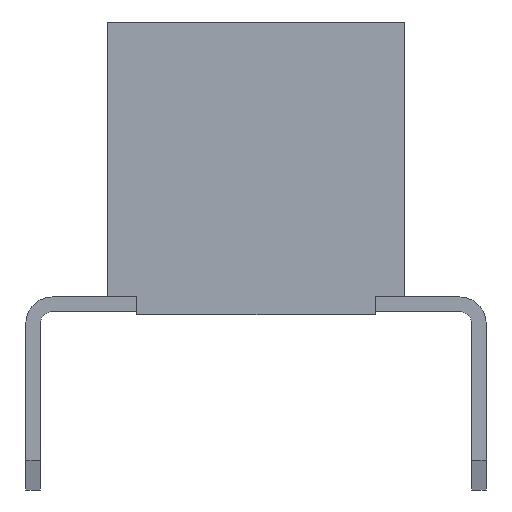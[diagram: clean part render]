
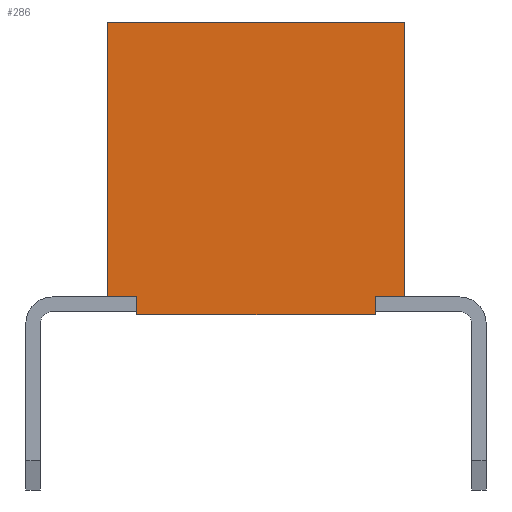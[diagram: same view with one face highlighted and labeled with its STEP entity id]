
A CAD part, left-side view. The second image highlights one B-rep face of the part: STEP entity #286.
In plain terms, the highlighted planar face has unit normal (-1, 0, 0).
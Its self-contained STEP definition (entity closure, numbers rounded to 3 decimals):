
#286=ADVANCED_FACE('',(#1304),#828,.T.);
#828=PLANE('',#10645);
#1304=FACE_OUTER_BOUND('',#1884,.T.);
#1884=EDGE_LOOP('',(#2868,#2869,#2870,#2871,#2872,#2873,#2874,#2875));
#2868=ORIENTED_EDGE('',*,*,#6803,.T.);
#2869=ORIENTED_EDGE('',*,*,#6801,.T.);
#2870=ORIENTED_EDGE('',*,*,#6817,.F.);
#2871=ORIENTED_EDGE('',*,*,#6597,.T.);
#2872=ORIENTED_EDGE('',*,*,#6818,.T.);
#2873=ORIENTED_EDGE('',*,*,#6819,.T.);
#2874=ORIENTED_EDGE('',*,*,#6820,.F.);
#2875=ORIENTED_EDGE('',*,*,#6593,.T.);
#5641=VERTEX_POINT('',#14479);
#5642=VERTEX_POINT('',#14481);
#5645=VERTEX_POINT('',#14487);
#5646=VERTEX_POINT('',#14489);
#5847=VERTEX_POINT('',#14892);
#5849=VERTEX_POINT('',#14896);
#5850=VERTEX_POINT('',#14917);
#5851=VERTEX_POINT('',#14919);
#6593=EDGE_CURVE('',#5642,#5641,#8099,.T.);
#6597=EDGE_CURVE('',#5646,#5645,#8103,.T.);
#6801=EDGE_CURVE('',#5847,#5849,#8307,.T.);
#6803=EDGE_CURVE('',#5641,#5847,#8309,.T.);
#6817=EDGE_CURVE('',#5646,#5849,#8323,.T.);
#6818=EDGE_CURVE('',#5645,#5850,#8324,.T.);
#6819=EDGE_CURVE('',#5850,#5851,#8325,.T.);
#6820=EDGE_CURVE('',#5642,#5851,#8326,.T.);
#8099=LINE('',#14480,#9473);
#8103=LINE('',#14488,#9477);
#8307=LINE('',#14897,#9681);
#8309=LINE('',#14900,#9683);
#8323=LINE('',#14915,#9697);
#8324=LINE('',#14916,#9698);
#8325=LINE('',#14918,#9699);
#8326=LINE('',#14920,#9700);
#9473=VECTOR('',#11550,1.);
#9477=VECTOR('',#11554,1.);
#9681=VECTOR('',#11760,1.);
#9683=VECTOR('',#11764,1.);
#9697=VECTOR('',#11780,1.);
#9698=VECTOR('',#11781,1.);
#9699=VECTOR('',#11782,1.);
#9700=VECTOR('',#11783,1.);
#10645=AXIS2_PLACEMENT_3D('',#14921,#11784,#11785);
#11550=DIRECTION('',(0.,-1.,0.));
#11554=DIRECTION('',(0.,-1.,0.));
#11760=DIRECTION('',(0.,1.,0.));
#11764=DIRECTION('',(0.,0.,1.));
#11780=DIRECTION('',(0.,0.,1.));
#11781=DIRECTION('',(0.,0.,-1.));
#11782=DIRECTION('',(0.,-1.,0.));
#11783=DIRECTION('',(0.,0.,-1.));
#11784=DIRECTION('',(-1.,0.,0.));
#11785=DIRECTION('',(0.,0.,1.));
#14479=CARTESIAN_POINT('',(0.,0.,0.));
#14480=CARTESIAN_POINT('',(0.,2.54,0.));
#14481=CARTESIAN_POINT('',(0.,0.5,0.));
#14487=CARTESIAN_POINT('',(0.,4.58,0.));
#14488=CARTESIAN_POINT('',(0.,2.54,0.));
#14489=CARTESIAN_POINT('',(0.,5.08,0.));
#14892=CARTESIAN_POINT('',(0.,0.,4.7));
#14896=CARTESIAN_POINT('',(0.,5.08,4.7));
#14897=CARTESIAN_POINT('',(0.,2.54,4.7));
#14900=CARTESIAN_POINT('',(0.,0.,0.));
#14915=CARTESIAN_POINT('',(0.,5.08,0.));
#14916=CARTESIAN_POINT('',(0.,4.58,-0.3));
#14917=CARTESIAN_POINT('',(0.,4.58,-0.3));
#14918=CARTESIAN_POINT('',(0.,4.58,-0.3));
#14919=CARTESIAN_POINT('',(0.,0.5,-0.3));
#14920=CARTESIAN_POINT('',(0.,0.5,-0.3));
#14921=CARTESIAN_POINT('',(0.,2.54,0.));
